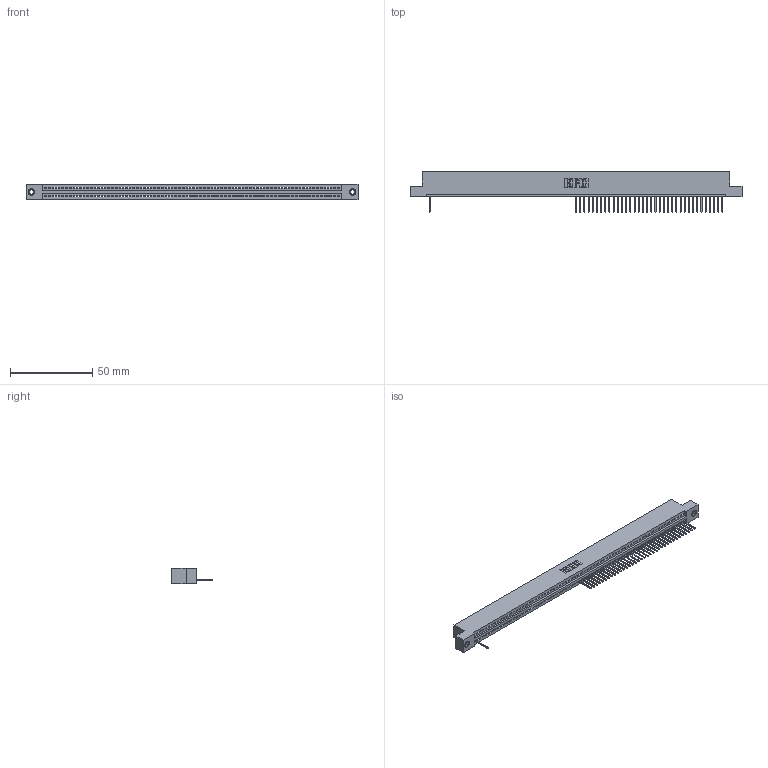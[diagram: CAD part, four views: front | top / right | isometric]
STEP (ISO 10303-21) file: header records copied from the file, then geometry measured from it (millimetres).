
FILE_DESCRIPTION (( 'STEP AP203' ), '1' );
FILE_NAME ('395-071-523-107.STEP', '2018-11-27T04:28:57', ( '' ), ( '' ), 'SwSTEP 2.0', 'SolidWorks 2016', '' );
FILE_SCHEMA (( 'CONFIG_CONTROL_DESIGN' ));
Length unit declared in the file: inch
Products named in the file (4): 345 Part_Flush Mounting Lugs - 0.156 Dia-TI; 345-292-001_345-293-123; 395-071-523-107; 345-250-001_345-250-005-103
Assembly tree (40 placements, depth 2):
  395-071-523-107
    345 Part_Flush Mounting Lugs - 0.156 Dia-TI
    345-292-001_345-293-123  x37
    345-250-001_345-250-005-103  x2
Bounding box: 201.55 x 24.82 x 9.4 mm (x, y, z)
Volume: 18963.7 mm3; surface area: 23600.6 mm2
Topology: 40 solids, 40 shells, 2876 faces, 8825 edges, 5826 vertices
Faces by surface type: plane 2068, cylinder 792, cone 12, torus 4
Entity records: 49648 total; most frequent: ORIENTED_EDGE 8766, CARTESIAN_POINT 8734, DIRECTION 7575, EDGE_CURVE 4383, LINE 3947, VECTOR 3947, VERTEX_POINT 2916, AXIS2_PLACEMENT_3D 1814
